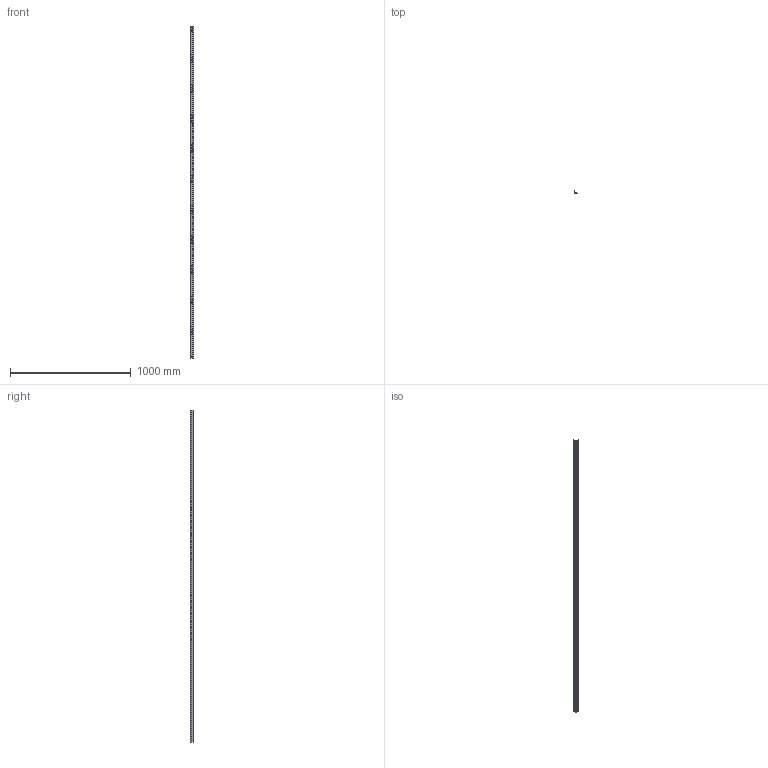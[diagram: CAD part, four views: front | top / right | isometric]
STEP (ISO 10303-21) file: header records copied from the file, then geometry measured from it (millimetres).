
FILE_DESCRIPTION (( 'STEP AP203' ), '1' );
FILE_NAME ('01-02-1628.STEP', '2013-05-06T10:00:27', ( 'asennus' ), ( '' ), 'SwSTEP 2.0', 'SolidWorks 2013', '' );
FILE_SCHEMA (( 'CONFIG_CONTROL_DESIGN' ));
Length unit declared in the file: millimetre
Products named in the file (1): 01-02-1628
Bounding box: 26.5 x 26.35 x 2746 mm (x, y, z)
Volume: 83082 mm3; surface area: 336210.7 mm2
Topology: 1 solids, 1 shells, 406 faces, 1188 edges, 740 vertices
Faces by surface type: plane 222, cylinder 184
Entity records: 13717 total; most frequent: DIRECTION 2414, ORIENTED_EDGE 2376, CARTESIAN_POINT 2335, EDGE_CURVE 1188, AXIS2_PLACEMENT_3D 819, VECTOR 776, LINE 776, VERTEX_POINT 740
